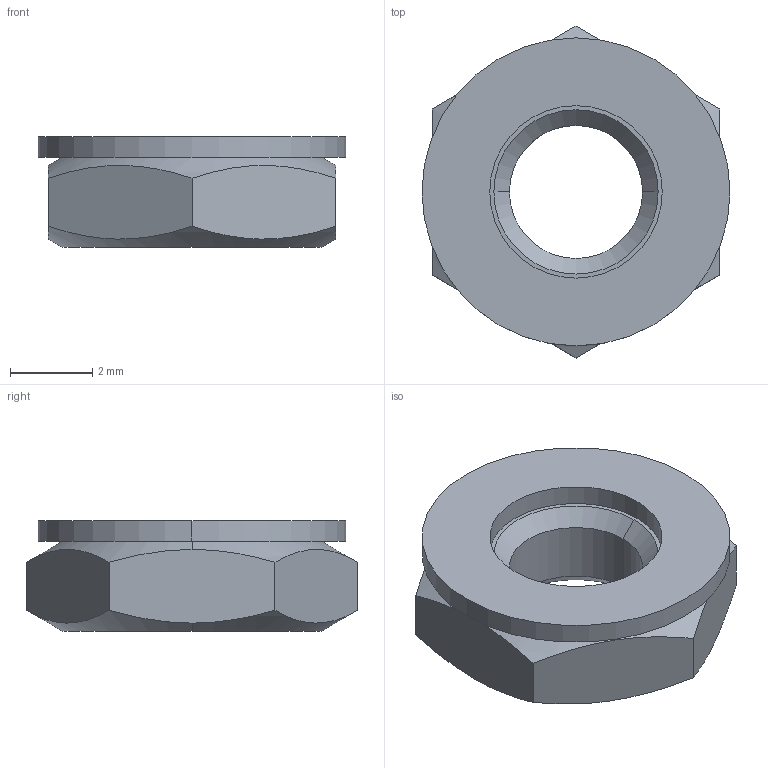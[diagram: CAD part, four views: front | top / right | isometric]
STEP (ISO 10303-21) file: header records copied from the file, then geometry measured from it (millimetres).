
FILE_DESCRIPTION((''),'2;1');
FILE_NAME('ERNI_214363_Part2.stp','2015-01-15T13:47:15',(''),(''),'Mechanical Desktop 2011','Mechanical Desktop 2011',', , ');
FILE_SCHEMA(('AUTOMOTIVE_DESIGN { 1 2 10303 214 1 1 1 1 }'));
Length unit declared in the file: millimetre
Products named in the file (1): Product
Bounding box: 7.5 x 8.08 x 2.7 mm (x, y, z)
Volume: 84.9 mm3; surface area: 207.5 mm2
Topology: 2 solids, 2 shells, 24 faces, 56 edges, 36 vertices
Faces by surface type: plane 10, cone 8, cylinder 6
Entity records: 724 total; most frequent: CARTESIAN_POINT 149, ORIENTED_EDGE 112, DIRECTION 110, EDGE_CURVE 56, AXIS2_PLACEMENT_3D 45, VERTEX_POINT 36, EDGE_LOOP 28, FACE_OUTER_BOUND 24
